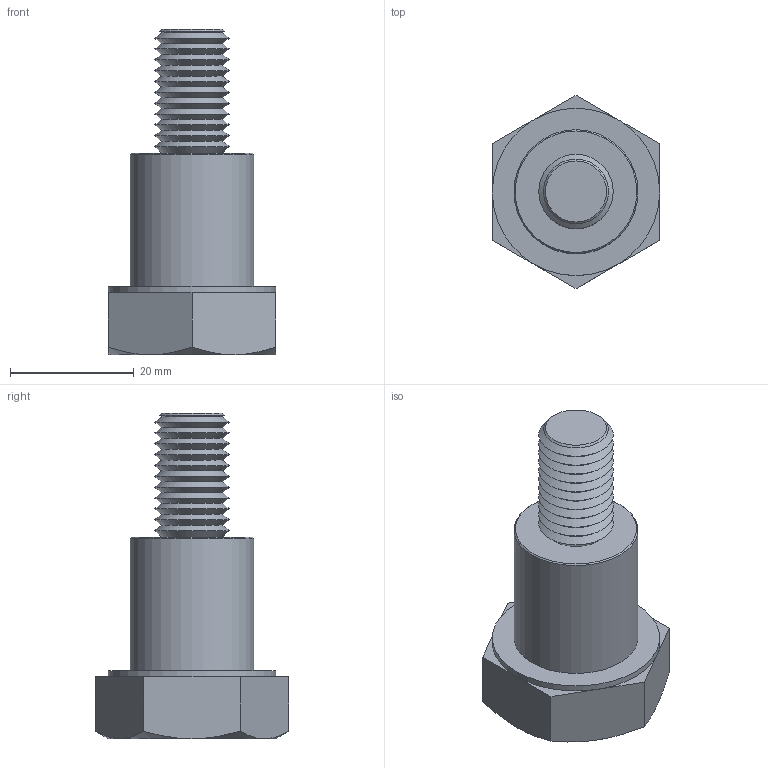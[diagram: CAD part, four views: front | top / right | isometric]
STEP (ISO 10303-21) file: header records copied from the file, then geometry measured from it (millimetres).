
FILE_DESCRIPTION(/* description */ ('Bolzen konzentrisch LR 16'),/* implementation_level */ '2;1');
FILE_NAME(/* name */ 'ZEI_CAD_280814-0-REV00_#SALL_#AIN_#V1.step',/* time_stamp */ '2022-09-15T21:52:58+02:00',/* author */ ('MiniTec'),/* organization */ ('MiniTec GmbH & Co.KG'),/* preprocessor_version */ 'ST-DEVELOPER v18.1',/* originating_system */ 'Autodesk Inventor 2021',/* authorisation */ '');
FILE_SCHEMA (('CONFIG_CONTROL_DESIGN'));
Length unit declared in the file: millimetre
Products named in the file (1): 28-0814-0FZ.000
Bounding box: 27 x 31.18 x 52.5 mm (x, y, z)
Volume: 15491.9 mm3; surface area: 4673.3 mm2
Topology: 1 solids, 1 shells, 49 faces, 99 edges, 54 vertices
Faces by surface type: cone 31, plane 16, cylinder 2
Full cylindrical faces by diameter (mm): 20 x1, 27 x1
Entity records: 1282 total; most frequent: CARTESIAN_POINT 233, DIRECTION 229, ORIENTED_EDGE 198, EDGE_CURVE 99, AXIS2_PLACEMENT_3D 92, VERTEX_POINT 54, EDGE_LOOP 51, FACE_OUTER_BOUND 49
